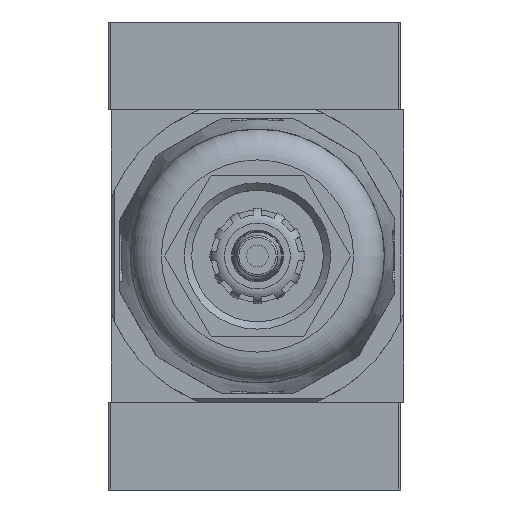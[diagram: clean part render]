
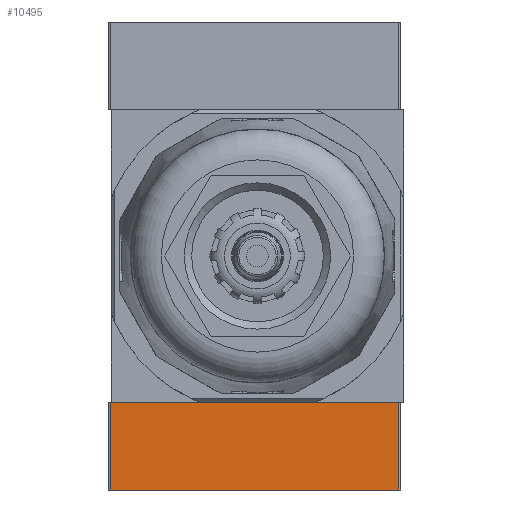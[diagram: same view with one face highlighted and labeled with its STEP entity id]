
A CAD part, front view. The second image highlights one B-rep face of the part: STEP entity #10495.
In plain terms, the highlighted face is planar.
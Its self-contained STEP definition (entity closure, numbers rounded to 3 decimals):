
#602=LINE('',#16425,#1162);
#603=LINE('',#16429,#1163);
#604=LINE('',#16431,#1164);
#605=LINE('',#16433,#1165);
#1162=VECTOR('',#13230,1000.);
#1163=VECTOR('',#13235,1000.);
#1164=VECTOR('',#13236,1000.);
#1165=VECTOR('',#13237,1000.);
#1555=PLANE('',#11321);
#3300=ORIENTED_EDGE('',*,*,#4978,.T.);
#3301=ORIENTED_EDGE('',*,*,#4979,.F.);
#3302=ORIENTED_EDGE('',*,*,#4980,.F.);
#3303=ORIENTED_EDGE('',*,*,#4976,.T.);
#4976=EDGE_CURVE('',#5954,#5953,#602,.T.);
#4978=EDGE_CURVE('',#5953,#5955,#603,.T.);
#4979=EDGE_CURVE('',#5956,#5955,#604,.T.);
#4980=EDGE_CURVE('',#5954,#5956,#605,.T.);
#5953=VERTEX_POINT('',#16424);
#5954=VERTEX_POINT('',#16426);
#5955=VERTEX_POINT('',#16430);
#5956=VERTEX_POINT('',#16432);
#7107=EDGE_LOOP('',(#3300,#3301,#3302,#3303));
#7787=FACE_BOUND('',#7107,.T.);
#10495=ADVANCED_FACE('',(#7787),#1555,.F.);
#11321=AXIS2_PLACEMENT_3D('',#16428,#13233,#13234);
#13230=DIRECTION('',(0.,0.,-1.));
#13233=DIRECTION('',(0.,-1.,0.));
#13234=DIRECTION('',(0.,0.,-1.));
#13235=DIRECTION('',(-1.,0.,0.));
#13236=DIRECTION('',(0.,0.,-1.));
#13237=DIRECTION('',(-1.,0.,0.));
#16424=CARTESIAN_POINT('',(19.7,10.,-6.));
#16425=CARTESIAN_POINT('',(19.7,10.,6.));
#16426=CARTESIAN_POINT('',(19.7,10.,6.));
#16428=CARTESIAN_POINT('',(19.7,10.,6.));
#16429=CARTESIAN_POINT('',(19.7,10.,-6.));
#16430=CARTESIAN_POINT('',(-19.7,10.,-6.));
#16431=CARTESIAN_POINT('',(-19.7,10.,6.));
#16432=CARTESIAN_POINT('',(-19.7,10.,6.));
#16433=CARTESIAN_POINT('',(19.7,10.,6.));
